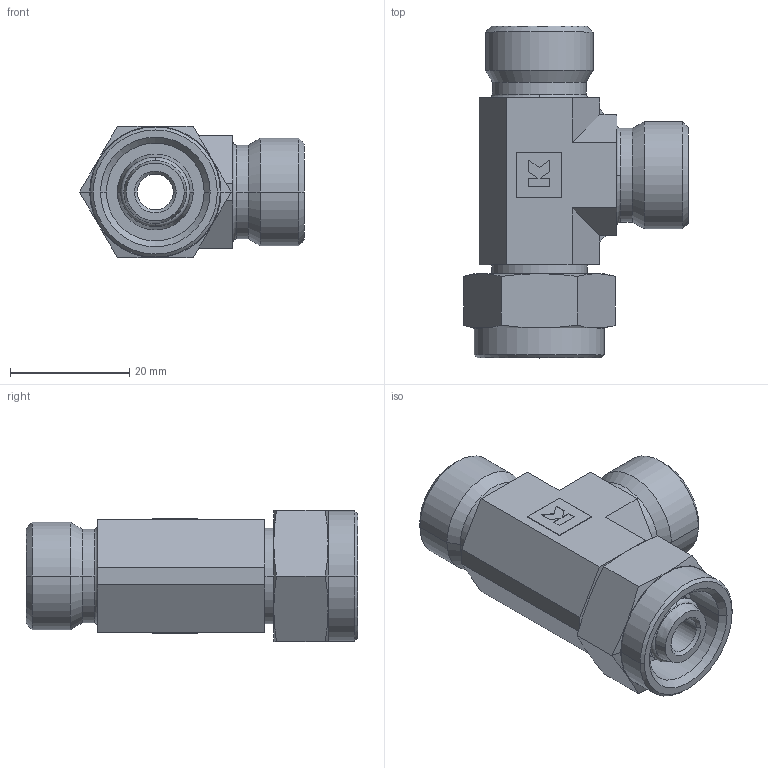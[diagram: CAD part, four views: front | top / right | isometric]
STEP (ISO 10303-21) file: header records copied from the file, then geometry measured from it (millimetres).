
FILE_DESCRIPTION( ( '' ), '1' );
FILE_NAME( '376881018.stp', '2012-08-13T09:53:22', ( '' ), ( '' ), ' ', ' ', ' ' );
FILE_SCHEMA( ( 'CONFIG_CONTROL_DESIGN' ) );
Length unit declared in the file: millimetre
Products named in the file (1): 1
Bounding box: 37.7 x 55.6 x 22 mm (x, y, z)
Volume: 17208.2 mm3; surface area: 7981 mm2
Topology: 1 solids, 2 shells, 158 faces, 371 edges, 230 vertices
Faces by surface type: plane 76, cone 44, cylinder 26, torus 12
Entity records: 4523 total; most frequent: CARTESIAN_POINT 808, DIRECTION 799, ORIENTED_EDGE 742, EDGE_CURVE 371, AXIS2_PLACEMENT_3D 293, VERTEX_POINT 230, LINE 213, VECTOR 213
